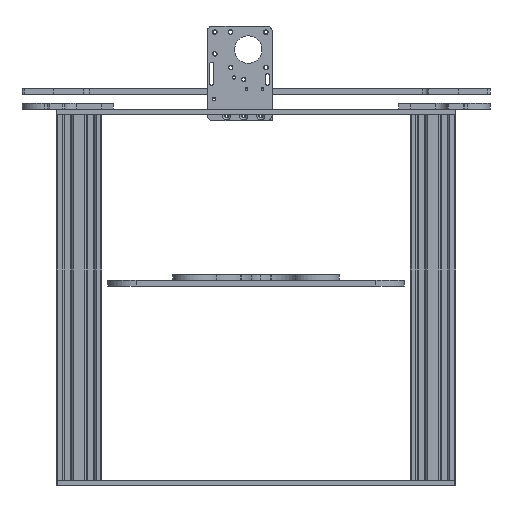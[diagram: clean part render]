
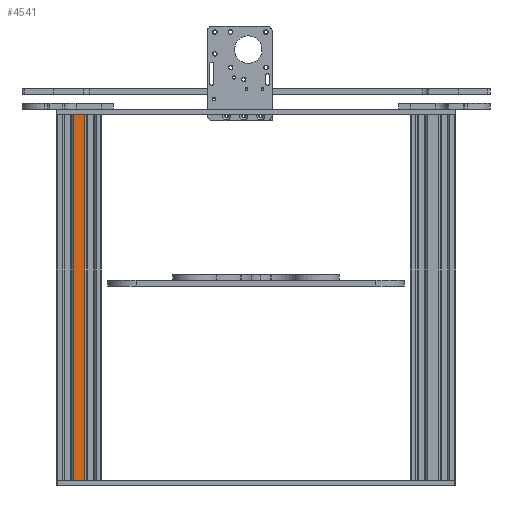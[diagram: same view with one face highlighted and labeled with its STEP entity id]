
A CAD part, front view. The second image highlights one B-rep face of the part: STEP entity #4541.
In plain terms, the highlighted planar face has unit normal (0, -1, 0).
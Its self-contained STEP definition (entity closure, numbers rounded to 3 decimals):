
#3547=FACE_OUTER_BOUND('',#8895,.T.);
#4541=ADVANCED_FACE('',(#3547),#6053,.F.);
#6053=PLANE('',#31329);
#8895=EDGE_LOOP('',(#16818,#16819,#16820,#16821));
#11615=LINE('',#43274,#13794);
#11731=LINE('',#43561,#13910);
#11792=LINE('',#43696,#13971);
#11793=LINE('',#43698,#13972);
#13794=VECTOR('',#34947,1.);
#13910=VECTOR('',#35119,1.);
#13971=VECTOR('',#35238,1.);
#13972=VECTOR('',#35241,1.);
#16818=ORIENTED_EDGE('',*,*,#26346,.T.);
#16819=ORIENTED_EDGE('',*,*,#26415,.F.);
#16820=ORIENTED_EDGE('',*,*,#26203,.F.);
#16821=ORIENTED_EDGE('',*,*,#26414,.T.);
#23369=VERTEX_POINT('',#43273);
#23370=VERTEX_POINT('',#43275);
#23512=VERTEX_POINT('',#43560);
#23513=VERTEX_POINT('',#43562);
#26203=EDGE_CURVE('',#23369,#23370,#11615,.T.);
#26346=EDGE_CURVE('',#23513,#23512,#11731,.T.);
#26414=EDGE_CURVE('',#23369,#23513,#11792,.T.);
#26415=EDGE_CURVE('',#23370,#23512,#11793,.T.);
#31329=AXIS2_PLACEMENT_3D('',#43699,#35242,#35243);
#34947=DIRECTION('',(-1.,0.,0.));
#35119=DIRECTION('',(-1.,0.,0.));
#35238=DIRECTION('',(0.,0.,1.));
#35241=DIRECTION('',(0.,0.,1.));
#35242=DIRECTION('',(0.,1.,0.));
#35243=DIRECTION('',(1.,0.,0.));
#43273=CARTESIAN_POINT('',(-149.898,-175.,5.));
#43274=CARTESIAN_POINT('',(-149.898,-175.,5.));
#43275=CARTESIAN_POINT('',(-160.098,-175.,5.));
#43560=CARTESIAN_POINT('',(-160.098,-175.,325.));
#43561=CARTESIAN_POINT('',(-149.898,-175.,325.));
#43562=CARTESIAN_POINT('',(-149.898,-175.,325.));
#43696=CARTESIAN_POINT('',(-149.898,-175.,75.));
#43698=CARTESIAN_POINT('',(-160.098,-175.,75.));
#43699=CARTESIAN_POINT('',(-149.898,-175.,75.));
